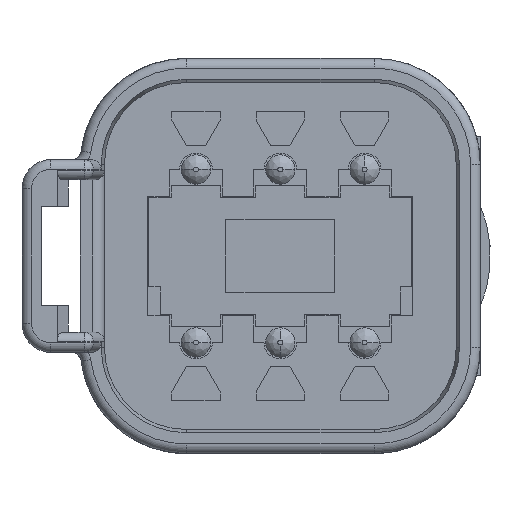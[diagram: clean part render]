
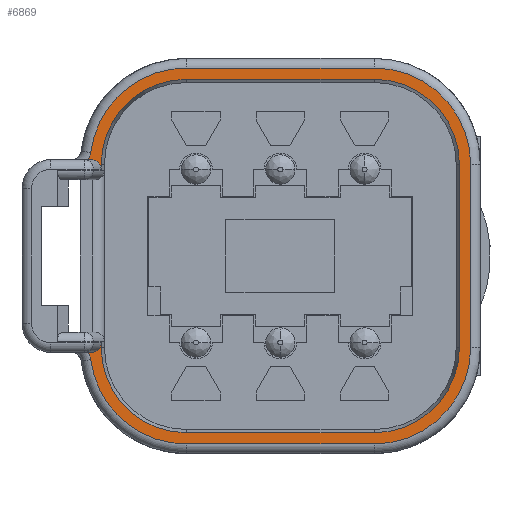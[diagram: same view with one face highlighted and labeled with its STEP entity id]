
A CAD part, left-side view. The second image highlights one B-rep face of the part: STEP entity #6869.
In plain terms, the highlighted planar face has unit normal (-1, 0, 0).
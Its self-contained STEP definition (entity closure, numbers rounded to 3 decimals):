
#40=CARTESIAN_POINT('',(0.,4.953,4.826));
#41=DIRECTION('',(-1.,0.,0.));
#42=DIRECTION('',(0.,0.,1.));
#43=AXIS2_PLACEMENT_3D('',#40,#41,#42);
#45=CARTESIAN_POINT('',(0.,11.001,5.588));
#46=DIRECTION('',(-1.,0.,0.));
#47=DIRECTION('',(0.,-0.866,-0.5));
#48=AXIS2_PLACEMENT_3D('',#45,#46,#47);
#50=CARTESIAN_POINT('',(0.,4.953,4.826));
#51=DIRECTION('',(1.,0.,0.));
#52=DIRECTION('',(0.,0.992,0.125));
#53=AXIS2_PLACEMENT_3D('',#50,#51,#52);
#55=CARTESIAN_POINT('',(0.,-4.953,4.826));
#56=DIRECTION('',(1.,0.,0.));
#57=DIRECTION('',(0.,0.,1.));
#58=AXIS2_PLACEMENT_3D('',#55,#56,#57);
#60=CARTESIAN_POINT('',(0.,-4.953,-4.826));
#61=DIRECTION('',(1.,0.,0.));
#62=DIRECTION('',(0.,-1.,0.));
#63=AXIS2_PLACEMENT_3D('',#60,#61,#62);
#65=CARTESIAN_POINT('',(0.,4.953,-4.826));
#66=DIRECTION('',(1.,0.,0.));
#67=DIRECTION('',(0.,0.,-1.));
#68=AXIS2_PLACEMENT_3D('',#65,#66,#67);
#70=CARTESIAN_POINT('',(0.,11.001,-5.588));
#71=DIRECTION('',(-1.,0.,0.));
#72=DIRECTION('',(0.,-0.992,0.125));
#73=AXIS2_PLACEMENT_3D('',#70,#71,#72);
#75=DIRECTION('',(0.,-1.,0.));
#76=VECTOR('',#75,0.154);
#77=CARTESIAN_POINT('',(0.,10.121,-5.08));
#78=LINE('',#77,#76);
#79=DIRECTION('',(0.,0.,-1.));
#80=VECTOR('',#79,0.254);
#81=CARTESIAN_POINT('',(0.,9.441,-4.572));
#82=LINE('',#81,#80);
#83=CARTESIAN_POINT('',(0.,4.953,-4.826));
#84=DIRECTION('',(-1.,0.,0.));
#85=DIRECTION('',(0.,1.,0.));
#86=AXIS2_PLACEMENT_3D('',#83,#84,#85);
#88=CARTESIAN_POINT('',(0.,-4.953,-4.826));
#89=DIRECTION('',(-1.,0.,0.));
#90=DIRECTION('',(0.,0.,-1.));
#91=AXIS2_PLACEMENT_3D('',#88,#89,#90);
#93=CARTESIAN_POINT('',(0.,-4.953,4.826));
#94=DIRECTION('',(-1.,0.,0.));
#95=DIRECTION('',(0.,-1.,0.));
#96=AXIS2_PLACEMENT_3D('',#93,#94,#95);
#103=DIRECTION('',(0.,-1.,0.));
#104=VECTOR('',#103,9.906);
#105=CARTESIAN_POINT('',(0.,4.953,9.314));
#106=LINE('',#105,#104);
#120=DIRECTION('',(0.,0.,-1.));
#121=VECTOR('',#120,9.652);
#122=CARTESIAN_POINT('',(0.,-9.441,
4.826));
#123=LINE('',#122,#121);
#137=DIRECTION('',(0.,1.,0.));
#138=VECTOR('',#137,9.906);
#139=CARTESIAN_POINT('',(0.,-4.953,
-9.314));
#140=LINE('',#139,#138);
#162=CARTESIAN_POINT('',(0.,9.441,-4.572));
#163=CARTESIAN_POINT('',(0.,9.441,-4.658));
#164=CARTESIAN_POINT('',(0.,9.48,-4.791));
#165=CARTESIAN_POINT('',(0.,9.589,-4.941));
#166=CARTESIAN_POINT('',(0.,9.744,-5.044));
#167=CARTESIAN_POINT('',(0.,9.881,-5.08));
#168=CARTESIAN_POINT('',(0.,9.967,-5.08));
#2639=DIRECTION('',(0.,1.,0.));
#2640=VECTOR('',#2639,9.906);
#2641=CARTESIAN_POINT('',(0.,-4.953,9.906));
#2642=LINE('',#2641,#2640);
#2662=DIRECTION('',(0.,0.,1.));
#2663=VECTOR('',#2662,9.652);
#2664=CARTESIAN_POINT('',(0.,-10.033,-4.826));
#2665=LINE('',#2664,#2663);
#2685=DIRECTION('',(0.,-1.,0.));
#2686=VECTOR('',#2685,9.906);
#2687=CARTESIAN_POINT('',(0.,4.953,-9.906));
#2688=LINE('',#2687,#2686);
#3019=CARTESIAN_POINT('',(0.,9.967,5.08));
#3020=CARTESIAN_POINT('',(0.,9.881,5.08));
#3021=CARTESIAN_POINT('',(0.,9.744,5.044));
#3022=CARTESIAN_POINT('',(0.,9.589,4.941));
#3023=CARTESIAN_POINT('',(0.,9.48,4.791));
#3024=CARTESIAN_POINT('',(0.,9.441,4.658));
#3025=CARTESIAN_POINT('',(0.,9.441,4.572));
#3045=DIRECTION('',(0.,-1.,0.));
#3046=VECTOR('',#3045,0.154);
#3047=CARTESIAN_POINT('',(0.,10.121,5.08));
#3048=LINE('',#3047,#3046);
#3100=DIRECTION('',(0.,0.,1.));
#3101=VECTOR('',#3100,0.254);
#3102=CARTESIAN_POINT('',(0.,9.441,
4.572));
#3103=LINE('',#3102,#3101);
#5684=CARTESIAN_POINT('',(0.,4.953,9.314));
#5685=CARTESIAN_POINT('',(0.,9.441,4.826));
#5686=VERTEX_POINT('',#5684);
#5687=VERTEX_POINT('',#5685);
#5688=CARTESIAN_POINT('',(0.,9.441,
4.572));
#5689=VERTEX_POINT('',#5688);
#5690=VERTEX_POINT('',#3019);
#5691=CARTESIAN_POINT('',(0.,10.121,5.08));
#5692=VERTEX_POINT('',#5691);
#5693=CARTESIAN_POINT('',(0.,9.993,5.461));
#5694=VERTEX_POINT('',#5693);
#5695=CARTESIAN_POINT('',(0.,4.953,9.906));
#5696=VERTEX_POINT('',#5695);
#5697=CARTESIAN_POINT('',(0.,-4.953,9.906));
#5698=VERTEX_POINT('',#5697);
#5699=CARTESIAN_POINT('',(0.,-10.033,4.826));
#5700=VERTEX_POINT('',#5699);
#5701=CARTESIAN_POINT('',(0.,-10.033,-4.826));
#5702=VERTEX_POINT('',#5701);
#5703=CARTESIAN_POINT('',(0.,-4.953,-9.906));
#5704=VERTEX_POINT('',#5703);
#5705=CARTESIAN_POINT('',(0.,4.953,-9.906));
#5706=VERTEX_POINT('',#5705);
#5707=CARTESIAN_POINT('',(0.,9.993,-5.461));
#5708=VERTEX_POINT('',#5707);
#5709=CARTESIAN_POINT('',(0.,10.121,-5.08));
#5710=VERTEX_POINT('',#5709);
#5711=CARTESIAN_POINT('',(0.,9.967,-5.08));
#5712=VERTEX_POINT('',#5711);
#5713=VERTEX_POINT('',#162);
#5714=CARTESIAN_POINT('',(0.,9.441,
-4.826));
#5715=VERTEX_POINT('',#5714);
#5716=CARTESIAN_POINT('',(0.,4.953,-9.314));
#5717=VERTEX_POINT('',#5716);
#5718=CARTESIAN_POINT('',(0.,-4.953,
-9.314));
#5719=VERTEX_POINT('',#5718);
#5720=CARTESIAN_POINT('',(0.,-9.441,-4.826));
#5721=VERTEX_POINT('',#5720);
#5722=CARTESIAN_POINT('',(0.,-9.441,
4.826));
#5723=VERTEX_POINT('',#5722);
#5724=CARTESIAN_POINT('',(0.,-4.953,9.314));
#5725=VERTEX_POINT('',#5724);
#6818=CARTESIAN_POINT('',(0.,0.,0.));
#6819=DIRECTION('',(-1.,0.,0.));
#6820=DIRECTION('',(0.,0.,1.));
#6821=AXIS2_PLACEMENT_3D('',#6818,#6819,#6820);
#6822=PLANE('',#6821);
#6824=ORIENTED_EDGE('',*,*,#6823,.T.);
#6826=ORIENTED_EDGE('',*,*,#6825,.F.);
#6828=ORIENTED_EDGE('',*,*,#6827,.F.);
#6830=ORIENTED_EDGE('',*,*,#6829,.F.);
#6832=ORIENTED_EDGE('',*,*,#6831,.T.);
#6834=ORIENTED_EDGE('',*,*,#6833,.T.);
#6836=ORIENTED_EDGE('',*,*,#6835,.F.);
#6838=ORIENTED_EDGE('',*,*,#6837,.T.);
#6840=ORIENTED_EDGE('',*,*,#6839,.F.);
#6842=ORIENTED_EDGE('',*,*,#6841,.T.);
#6844=ORIENTED_EDGE('',*,*,#6843,.F.);
#6846=ORIENTED_EDGE('',*,*,#6845,.T.);
#6848=ORIENTED_EDGE('',*,*,#6847,.T.);
#6850=ORIENTED_EDGE('',*,*,#6849,.T.);
#6852=ORIENTED_EDGE('',*,*,#6851,.F.);
#6854=ORIENTED_EDGE('',*,*,#6853,.T.);
#6856=ORIENTED_EDGE('',*,*,#6855,.T.);
#6858=ORIENTED_EDGE('',*,*,#6857,.F.);
#6860=ORIENTED_EDGE('',*,*,#6859,.T.);
#6862=ORIENTED_EDGE('',*,*,#6861,.F.);
#6864=ORIENTED_EDGE('',*,*,#6863,.T.);
#6866=ORIENTED_EDGE('',*,*,#6865,.F.);
#6867=EDGE_LOOP('',(#6824,#6826,#6828,#6830,#6832,#6834,#6836,#6838,#6840,#6842,
#6844,#6846,#6848,#6850,#6852,#6854,#6856,#6858,#6860,#6862,#6864,#6866));
#6868=FACE_OUTER_BOUND('',#6867,.F.);
#6869=ADVANCED_FACE('',(#6868),#6822,.T.);
#44=CIRCLE('',#43,4.488);
#49=CIRCLE('',#48,1.016);
#54=CIRCLE('',#53,5.08);
#59=CIRCLE('',#58,5.08);
#64=CIRCLE('',#63,5.08);
#69=CIRCLE('',#68,5.08);
#74=CIRCLE('',#73,1.016);
#87=CIRCLE('',#86,4.488);
#92=CIRCLE('',#91,4.488);
#97=CIRCLE('',#96,4.488);
#169=B_SPLINE_CURVE_WITH_KNOTS('',3,(#162,#163,#164,#165,#166,#167,#168),
.UNSPECIFIED.,.F.,.F.,(4,1,1,1,4),(0.,0.25,0.5,0.75,1.),
.UNSPECIFIED.);
#3026=B_SPLINE_CURVE_WITH_KNOTS('',3,(#3019,#3020,#3021,#3022,#3023,#3024,
#3025),.UNSPECIFIED.,.F.,.F.,(4,1,1,1,4),(0.,0.25,0.5,0.75,1.),
.UNSPECIFIED.);
#6823=EDGE_CURVE('',#5686,#5687,#44,.T.);
#6825=EDGE_CURVE('',#5689,#5687,#3103,.T.);
#6827=EDGE_CURVE('',#5690,#5689,#3026,.T.);
#6829=EDGE_CURVE('',#5692,#5690,#3048,.T.);
#6831=EDGE_CURVE('',#5692,#5694,#49,.T.);
#6833=EDGE_CURVE('',#5694,#5696,#54,.T.);
#6835=EDGE_CURVE('',#5698,#5696,#2642,.T.);
#6837=EDGE_CURVE('',#5698,#5700,#59,.T.);
#6839=EDGE_CURVE('',#5702,#5700,#2665,.T.);
#6841=EDGE_CURVE('',#5702,#5704,#64,.T.);
#6843=EDGE_CURVE('',#5706,#5704,#2688,.T.);
#6845=EDGE_CURVE('',#5706,#5708,#69,.T.);
#6847=EDGE_CURVE('',#5708,#5710,#74,.T.);
#6849=EDGE_CURVE('',#5710,#5712,#78,.T.);
#6851=EDGE_CURVE('',#5713,#5712,#169,.T.);
#6853=EDGE_CURVE('',#5713,#5715,#82,.T.);
#6855=EDGE_CURVE('',#5715,#5717,#87,.T.);
#6857=EDGE_CURVE('',#5719,#5717,#140,.T.);
#6859=EDGE_CURVE('',#5719,#5721,#92,.T.);
#6861=EDGE_CURVE('',#5723,#5721,#123,.T.);
#6863=EDGE_CURVE('',#5723,#5725,#97,.T.);
#6865=EDGE_CURVE('',#5686,#5725,#106,.T.);
